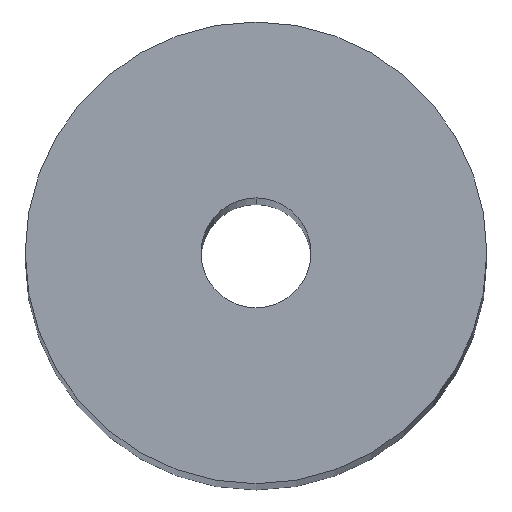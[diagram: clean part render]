
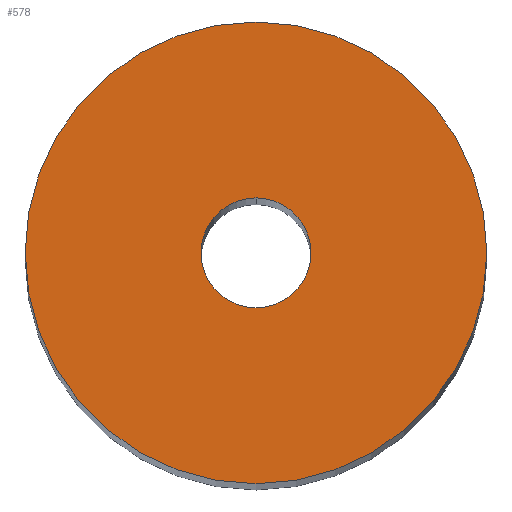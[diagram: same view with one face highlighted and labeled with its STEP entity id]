
A CAD part, top view. The second image highlights one B-rep face of the part: STEP entity #578.
In plain terms, the highlighted planar face has unit normal (0, 0, 1).
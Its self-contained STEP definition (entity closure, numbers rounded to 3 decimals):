
#390=EDGE_CURVE('NONE',#606,#724,#1097,.F.);
#578=ADVANCED_FACE('NONE',(#1302,#1303),#1304,.T.);
#606=VERTEX_POINT('NONE',#1335);
#724=VERTEX_POINT('NONE',#1462);
#754=VERTEX_POINT('NONE',#1495);
#844=EDGE_CURVE('NONE',#754,#890,#1595,.T.);
#890=VERTEX_POINT('NONE',#1647);
#952=EDGE_CURVE('NONE',#724,#606,#1713,.T.);
#962=EDGE_CURVE('NONE',#890,#754,#1726,.F.);
#1097=CIRCLE('',#1877,10.5);
#1302=FACE_OUTER_BOUND('',#2433,.T.);
#1303=FACE_BOUND('',#2434,.T.);
#1304=PLANE('',#2435);
#1335=CARTESIAN_POINT('',(0.,-10.5,190.0));
#1462=CARTESIAN_POINT('',(0.0,10.5,190.0));
#1495=CARTESIAN_POINT('',(0.0,-2.5,190.0));
#1595=CIRCLE('',#2860,2.5);
#1647=CARTESIAN_POINT('',(0.,2.5,190.0));
#1713=CIRCLE('',#3062,10.5);
#1726=CIRCLE('',#3078,2.5);
#1877=AXIS2_PLACEMENT_3D('',#3319,#3320,#3321);
#2433=EDGE_LOOP('',(#3524,#3525));
#2434=EDGE_LOOP('',(#3526,#3527));
#2435=AXIS2_PLACEMENT_3D('',#3528,#3529,#3530);
#2860=AXIS2_PLACEMENT_3D('',#3870,#3871,#3872);
#3062=AXIS2_PLACEMENT_3D('',#4014,#4015,#4016);
#3078=AXIS2_PLACEMENT_3D('',#4043,#4044,#4045);
#3319=CARTESIAN_POINT('',(0.0,0.,190.0));
#3320=DIRECTION('',(0.0,0.,1.0));
#3321=DIRECTION('',(0.0,1.0,0.));
#3524=ORIENTED_EDGE('',*,*,#952,.F.);
#3525=ORIENTED_EDGE('',*,*,#390,.F.);
#3526=ORIENTED_EDGE('',*,*,#844,.F.);
#3527=ORIENTED_EDGE('',*,*,#962,.F.);
#3528=CARTESIAN_POINT('',(0.0,10.5,190.0));
#3529=DIRECTION('',(0.0,0.,1.0));
#3530=DIRECTION('',(0.0,1.0,0.));
#3870=CARTESIAN_POINT('',(0.0,0.,190.0));
#3871=DIRECTION('',(0.0,0.,1.0));
#3872=DIRECTION('',(0.0,-1.0,0.));
#4014=CARTESIAN_POINT('',(0.0,0.,190.0));
#4015=DIRECTION('',(0.0,0.,-1.0));
#4016=DIRECTION('',(0.0,1.0,0.));
#4043=CARTESIAN_POINT('',(0.0,0.,190.0));
#4044=DIRECTION('',(0.0,0.,-1.0));
#4045=DIRECTION('',(0.0,-1.0,0.));
